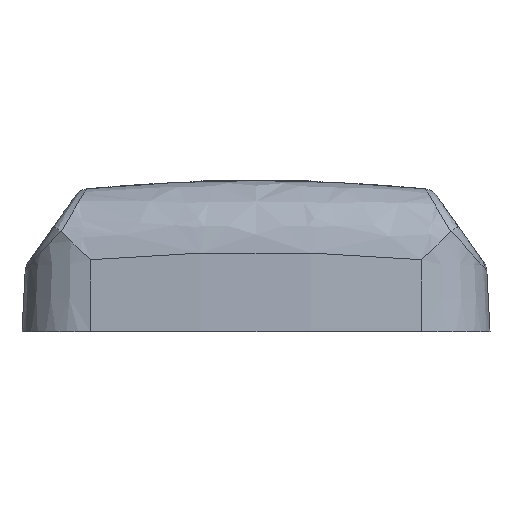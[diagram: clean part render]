
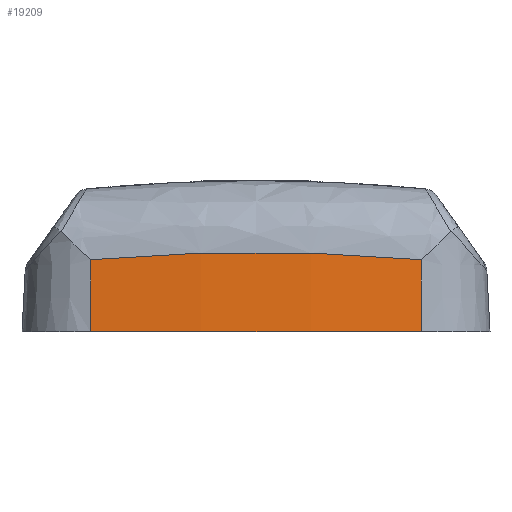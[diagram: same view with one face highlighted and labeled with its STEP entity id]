
A CAD part, front view. The second image highlights one B-rep face of the part: STEP entity #19209.
In plain terms, the highlighted conical face has half-angle 3 degrees and reference radius 348.166 mm.
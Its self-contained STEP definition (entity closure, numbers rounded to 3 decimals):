
#18 = CARTESIAN_POINT ( 'NONE',  ( 32.91, -122.449, 0. ) ) ;
#266 = VERTEX_POINT ( 'NONE', #10806 ) ;
#1093 = EDGE_CURVE ( 'NONE', #266, #7170, #8734, .T. ) ;
#1640 = DIRECTION ( 'NONE',  ( -0.005, -0.052, -0.999 ) ) ;
#2560 = CARTESIAN_POINT ( 'NONE',  ( -32.84, -121.703, 14.307 ) ) ;
#3461 = VERTEX_POINT ( 'NONE', #12525 ) ;
#4000 = CARTESIAN_POINT ( 'NONE',  ( 32.84, -121.703, 14.307 ) ) ;
#6294 = EDGE_CURVE ( 'NONE', #3461, #7170, #17298, .T. ) ;
#6878 = CARTESIAN_POINT ( 'NONE',  ( 0., 226., 35. ) ) ;
#7047 = LINE ( 'NONE', #15223, #14530 ) ;
#7166 = CARTESIAN_POINT ( 'NONE',  ( 10.991, -123.173, 15.785 ) ) ;
#7170 = VERTEX_POINT ( 'NONE', #11368 ) ;
#7421 = ORIENTED_EDGE ( 'NONE', *, *, #1093, .T. ) ;
#8262 = DIRECTION ( 'NONE',  ( -1., 0., 0. ) ) ;
#8596 = FACE_OUTER_BOUND ( 'NONE', #9902, .T. ) ;
#8694 = DIRECTION ( 'NONE',  ( 0., 0., 1. ) ) ;
#8734 = CIRCLE ( 'NONE', #11094, 350. ) ;
#9096 = AXIS2_PLACEMENT_3D ( 'NONE', #6878, #17378, #8262 ) ;
#9340 = EDGE_CURVE ( 'NONE', #3461, #17204, #15634, .T. ) ;
#9902 = EDGE_LOOP ( 'NONE', ( #12684, #16775, #19066, #7421 ) ) ;
#10712 = VECTOR ( 'NONE', #13348, 1000. ) ;
#10806 = CARTESIAN_POINT ( 'NONE',  ( -32.91, -122.449, 0. ) ) ;
#11094 = AXIS2_PLACEMENT_3D ( 'NONE', #14629, #8694, #19254 ) ;
#11368 = CARTESIAN_POINT ( 'NONE',  ( 32.91, -122.449, 0. ) ) ;
#11687 = CARTESIAN_POINT ( 'NONE',  ( -10.991, -123.173, 15.785 ) ) ;
#12525 = CARTESIAN_POINT ( 'NONE',  ( 32.84, -121.703, 14.307 ) ) ;
#12684 = ORIENTED_EDGE ( 'NONE', *, *, #6294, .F. ) ;
#13348 = DIRECTION ( 'NONE',  ( 0.005, -0.052, -0.999 ) ) ;
#14482 = CARTESIAN_POINT ( 'NONE',  ( 21.937, -122.681, 15.291 ) ) ;
#14530 = VECTOR ( 'NONE', #1640, 1000. ) ;
#14629 = CARTESIAN_POINT ( 'NONE',  ( 0., 226., 0. ) ) ;
#15223 = CARTESIAN_POINT ( 'NONE',  ( -32.91, -122.449, 0. ) ) ;
#15295 = EDGE_CURVE ( 'NONE', #17204, #266, #7047, .T. ) ;
#15634 = B_SPLINE_CURVE_WITH_KNOTS ( 'NONE', 3,
 ( #4000, #14482, #7166, #11687, #17535, #2560 ),
 .UNSPECIFIED., .F., .F.,
 ( 4, 2, 4 ),
 ( 0., 0.033, 0.066 ),
 .UNSPECIFIED. ) ;
#16775 = ORIENTED_EDGE ( 'NONE', *, *, #9340, .T. ) ;
#17204 = VERTEX_POINT ( 'NONE', #18947 ) ;
#17298 = LINE ( 'NONE', #18, #10712 ) ;
#17378 = DIRECTION ( 'NONE',  ( 0., 0., -1. ) ) ;
#17535 = CARTESIAN_POINT ( 'NONE',  ( -21.937, -122.681, 15.291 ) ) ;
#18907 = CONICAL_SURFACE ( 'NONE', #9096, 348.166, 0.052 ) ;
#18947 = CARTESIAN_POINT ( 'NONE',  ( -32.84, -121.703, 14.307 ) ) ;
#19066 = ORIENTED_EDGE ( 'NONE', *, *, #15295, .T. ) ;
#19209 = ADVANCED_FACE ( 'NONE', ( #8596 ), #18907, .T. ) ;
#19254 = DIRECTION ( 'NONE',  ( 1., 0., 0. ) ) ;
